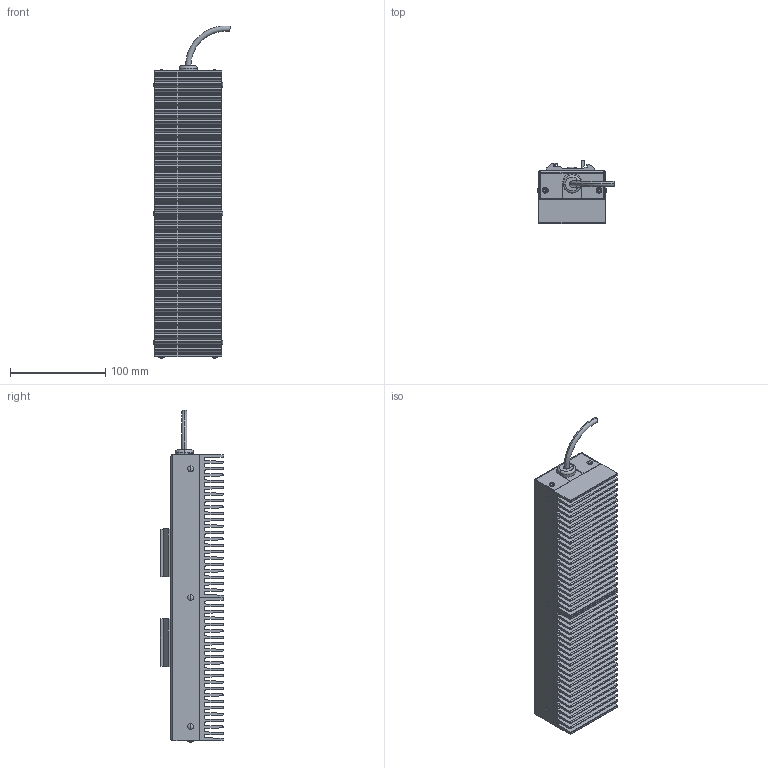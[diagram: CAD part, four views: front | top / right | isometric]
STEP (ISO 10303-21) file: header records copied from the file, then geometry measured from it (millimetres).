
FILE_DESCRIPTION (( 'STEP AP214' ), '1' );
FILE_NAME ('LH3002_AL + Schnapp.STEP', '2015-07-14T08:59:30', ( 'install' ), ( 'Microsoft' ), 'SwSTEP 2.0', 'SolidWorks 2015', '' );
FILE_SCHEMA (( 'AUTOMOTIVE_DESIGN' ));
Length unit declared in the file: millimetre
Products named in the file (10): INT40.0004_A1_VTLH3002_Vorderteil LH3002 farblos voreloxiert; INT40.0145_A1_KKLHmit 2Bolzen; LH3002_AL + Schnapp; Niete3,2x6; Kab3x0,75PVCgr_Kabel 3x0,75 PVC LiYY-t silbergrau RAL7001 (LM-Therm); Heyco-1217-1218_1217; INT20.0105__RWLHsb_Rückwand LH3002 mit Schnappbefestigung; BlNi4,8x12_Blindnieten 4,8x12 Flachrundkopf AL.ST Maxigrip KB2,5-6,5; Schnappbefestigung_PVC; INT40.0072_Rückwand_LH3002
Assembly tree (23 placements, depth 3):
  LH3002_AL + Schnapp
    INT40.0145_A1_KKLHmit 2Bolzen  x2
    INT40.0004_A1_VTLH3002_Vorderteil LH3002 farblos voreloxiert
    INT20.0105__RWLHsb_Rückwand LH3002 mit Schnappbefestigung
      INT40.0072_Rückwand_LH3002
      Schnappbefestigung_PVC  x2
      BlNi4,8x12_Blindnieten 4,8x12 Flachrundkopf AL.ST Maxigrip KB2,5-6,5  x4
    Heyco-1217-1218_1217
    Kab3x0,75PVCgr_Kabel 3x0,75 PVC LiYY-t silbergrau RAL7001 (LM-Therm)
    Niete3,2x6  x10
Bounding box: 80.29 x 66 x 347.71 mm (x, y, z)
Volume: 372448.1 mm3; surface area: 343148.6 mm2
Topology: 22 solids, 22 shells, 814 faces, 2158 edges, 1365 vertices
Faces by surface type: cylinder 362, plane 340, torus 89, bspline 18, cone 5
Entity records: 15421 total; most frequent: CARTESIAN_POINT 3515, DIRECTION 2429, ORIENTED_EDGE 2366, EDGE_CURVE 1183, AXIS2_PLACEMENT_3D 866, VERTEX_POINT 764, VECTOR 697, LINE 697
